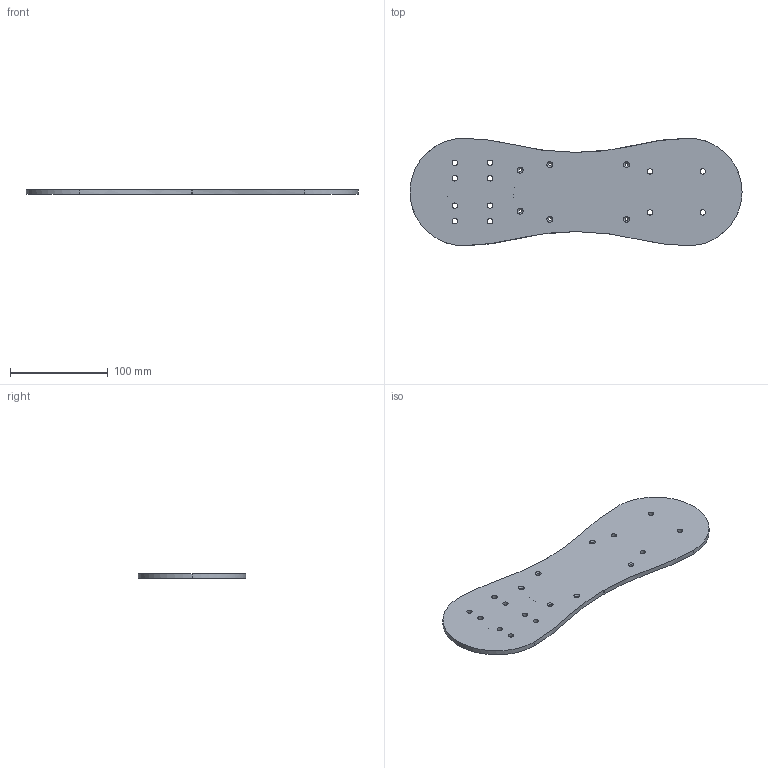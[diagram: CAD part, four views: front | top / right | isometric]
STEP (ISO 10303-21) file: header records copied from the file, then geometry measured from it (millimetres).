
FILE_DESCRIPTION(/* description */ (''),/* implementation_level */ '2;1');
FILE_NAME(/* name */ 'scootboot v11 Baseplate CNC.step',/* time_stamp */ '2025-07-31T20:27:52+08:00',/* author */ (''),/* organization */ (''),/* preprocessor_version */ 'ST-DEVELOPER v20.1',/* originating_system */ 'Autodesk Translation Framework v14.10.0.0',/* authorisation */ '');
FILE_SCHEMA (('AUTOMOTIVE_DESIGN { 1 0 10303 214 3 1 1 }'));
Length unit declared in the file: millimetre
Products named in the file (1): scootboot
Bounding box: 339.96 x 109.97 x 5 mm (x, y, z)
Volume: 154339.4 mm3; surface area: 67970.2 mm2
Topology: 1 solids, 1 shells, 306 faces, 871 edges, 574 vertices
Faces by surface type: bspline 236, plane 46, cylinder 18, cone 6
Full cylindrical faces by diameter (mm): 3.2 x6, 5.5 x12
Entity records: 10802 total; most frequent: CARTESIAN_POINT 4878, ORIENTED_EDGE 1742, EDGE_CURVE 871, DIRECTION 578, VERTEX_POINT 574, EDGE_LOOP 364, LINE 352, VECTOR 352
